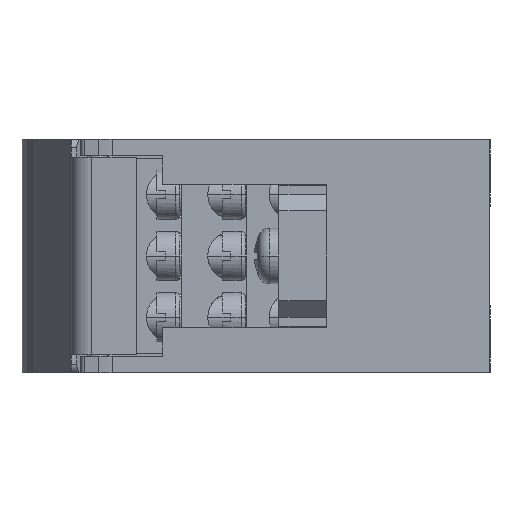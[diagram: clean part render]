
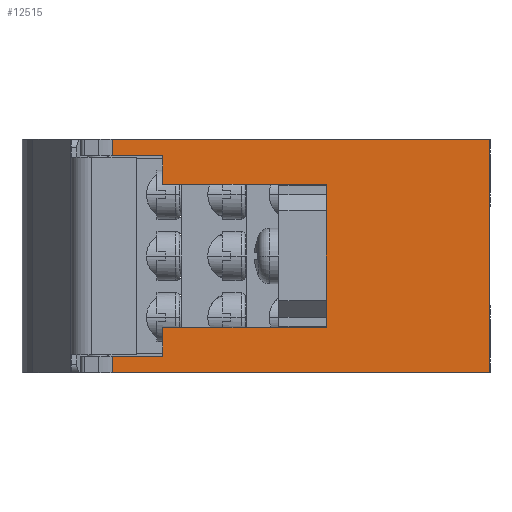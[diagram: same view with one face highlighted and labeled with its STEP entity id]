
A CAD part, left-side view. The second image highlights one B-rep face of the part: STEP entity #12515.
In plain terms, the highlighted planar face has unit normal (-1, 0, 0).
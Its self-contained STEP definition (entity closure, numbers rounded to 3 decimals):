
#797=DIRECTION('',(0.,0.,1.));
#798=VECTOR('',#797,15.);
#799=CARTESIAN_POINT('',(-21.,20.,-7.5));
#800=LINE('',#799,#798);
#801=DIRECTION('',(0.,1.,0.));
#802=VECTOR('',#801,6.172);
#803=CARTESIAN_POINT('',(-21.,40.,12.25));
#804=LINE('',#803,#802);
#805=DIRECTION('',(0.,0.,1.));
#806=VECTOR('',#805,2.);
#807=CARTESIAN_POINT('',(-21.,46.172,12.25));
#808=LINE('',#807,#806);
#809=DIRECTION('',(0.,-1.,0.));
#810=VECTOR('',#809,46.172);
#811=CARTESIAN_POINT('',(-21.,46.172,14.25));
#812=LINE('',#811,#810);
#813=DIRECTION('',(0.,1.,0.));
#814=VECTOR('',#813,46.172);
#815=CARTESIAN_POINT('',(-21.,0.,-14.25));
#816=LINE('',#815,#814);
#817=DIRECTION('',(0.,-1.,0.));
#818=VECTOR('',#817,6.172);
#819=CARTESIAN_POINT('',(-21.,46.172,-12.25));
#820=LINE('',#819,#818);
#846=DIRECTION('',(0.,0.,-1.));
#847=VECTOR('',#846,1.25);
#848=CARTESIAN_POINT('',(-21.,20.,-7.5));
#849=LINE('',#848,#847);
#862=DIRECTION('',(0.,0.,-1.));
#863=VECTOR('',#862,1.25);
#864=CARTESIAN_POINT('',(-21.,20.,8.75));
#865=LINE('',#864,#863);
#6027=DIRECTION('',(0.,1.,0.));
#6028=VECTOR('',#6027,20.);
#6029=CARTESIAN_POINT('',(-21.,20.,-8.75));
#6030=LINE('',#6029,#6028);
#6031=DIRECTION('',(0.,0.,-1.));
#6032=VECTOR('',#6031,3.5);
#6033=CARTESIAN_POINT('',(-21.,40.,-8.75));
#6034=LINE('',#6033,#6032);
#7577=DIRECTION('',(0.,0.,-1.));
#7578=VECTOR('',#7577,3.5);
#7579=CARTESIAN_POINT('',(-21.,40.,12.25));
#7580=LINE('',#7579,#7578);
#7593=DIRECTION('',(0.,-1.,0.));
#7594=VECTOR('',#7593,20.);
#7595=CARTESIAN_POINT('',(-21.,40.,8.75));
#7596=LINE('',#7595,#7594);
#8075=DIRECTION('',(0.,0.,1.));
#8076=VECTOR('',#8075,28.5);
#8077=CARTESIAN_POINT('',(-21.,0.,-14.25));
#8078=LINE('',#8077,#8076);
#8837=DIRECTION('',(0.,0.,-1.));
#8838=VECTOR('',#8837,2.);
#8839=CARTESIAN_POINT('',(-21.,46.172,-12.25));
#8840=LINE('',#8839,#8838);
#9187=CARTESIAN_POINT('',(-21.,46.172,-14.25));
#9188=VERTEX_POINT('',#9187);
#9189=CARTESIAN_POINT('',(-21.,0.,-14.25));
#9190=VERTEX_POINT('',#9189);
#9227=CARTESIAN_POINT('',(-21.,46.172,-12.25));
#9229=VERTEX_POINT('',#9227);
#9307=CARTESIAN_POINT('',(-21.,0.,14.25));
#9308=VERTEX_POINT('',#9307);
#9309=CARTESIAN_POINT('',(-21.,46.172,14.25));
#9310=VERTEX_POINT('',#9309);
#9355=CARTESIAN_POINT('',(-21.,46.172,12.25));
#9356=VERTEX_POINT('',#9355);
#9358=CARTESIAN_POINT('',(-21.,40.,12.25));
#9360=VERTEX_POINT('',#9358);
#9369=CARTESIAN_POINT('',(-21.,40.,-12.25));
#9370=VERTEX_POINT('',#9369);
#9371=CARTESIAN_POINT('',(-21.,40.,-8.75));
#9372=VERTEX_POINT('',#9371);
#9373=CARTESIAN_POINT('',(-21.,20.,-8.75));
#9374=VERTEX_POINT('',#9373);
#9375=CARTESIAN_POINT('',(-21.,40.,8.75));
#9376=CARTESIAN_POINT('',(-21.,20.,8.75));
#9377=VERTEX_POINT('',#9375);
#9378=VERTEX_POINT('',#9376);
#11151=CARTESIAN_POINT('',(-21.,20.,-7.5));
#11152=CARTESIAN_POINT('',(-21.,20.,7.5));
#11153=VERTEX_POINT('',#11151);
#11154=VERTEX_POINT('',#11152);
#12481=CARTESIAN_POINT('',(-21.,23.086,0.));
#12482=DIRECTION('',(1.,0.,0.));
#12483=DIRECTION('',(0.,-1.,0.));
#12484=AXIS2_PLACEMENT_3D('',#12481,#12482,#12483);
#12485=PLANE('',#12484);
#12486=ORIENTED_EDGE('',*,*,#12414,.T.);
#12488=ORIENTED_EDGE('',*,*,#12487,.F.);
#12490=ORIENTED_EDGE('',*,*,#12489,.F.);
#12492=ORIENTED_EDGE('',*,*,#12491,.F.);
#12494=ORIENTED_EDGE('',*,*,#12493,.T.);
#12496=ORIENTED_EDGE('',*,*,#12495,.T.);
#12498=ORIENTED_EDGE('',*,*,#12497,.T.);
#12500=ORIENTED_EDGE('',*,*,#12499,.F.);
#12502=ORIENTED_EDGE('',*,*,#12501,.T.);
#12504=ORIENTED_EDGE('',*,*,#12503,.F.);
#12506=ORIENTED_EDGE('',*,*,#12505,.T.);
#12508=ORIENTED_EDGE('',*,*,#12507,.F.);
#12510=ORIENTED_EDGE('',*,*,#12509,.F.);
#12512=ORIENTED_EDGE('',*,*,#12511,.F.);
#12513=EDGE_LOOP('',(#12486,#12488,#12490,#12492,#12494,#12496,#12498,#12500,
#12502,#12504,#12506,#12508,#12510,#12512));
#12514=FACE_OUTER_BOUND('',#12513,.F.);
#12414=EDGE_CURVE('',#11153,#11154,#800,.T.);
#12487=EDGE_CURVE('',#9378,#11154,#865,.T.);
#12489=EDGE_CURVE('',#9377,#9378,#7596,.T.);
#12491=EDGE_CURVE('',#9360,#9377,#7580,.T.);
#12493=EDGE_CURVE('',#9360,#9356,#804,.T.);
#12495=EDGE_CURVE('',#9356,#9310,#808,.T.);
#12497=EDGE_CURVE('',#9310,#9308,#812,.T.);
#12499=EDGE_CURVE('',#9190,#9308,#8078,.T.);
#12501=EDGE_CURVE('',#9190,#9188,#816,.T.);
#12503=EDGE_CURVE('',#9229,#9188,#8840,.T.);
#12505=EDGE_CURVE('',#9229,#9370,#820,.T.);
#12507=EDGE_CURVE('',#9372,#9370,#6034,.T.);
#12509=EDGE_CURVE('',#9374,#9372,#6030,.T.);
#12511=EDGE_CURVE('',#11153,#9374,#849,.T.);
#12515=ADVANCED_FACE('',(#12514),#12485,.F.);
